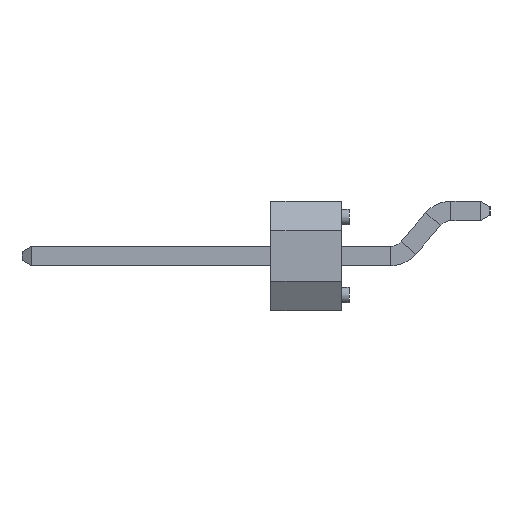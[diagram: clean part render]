
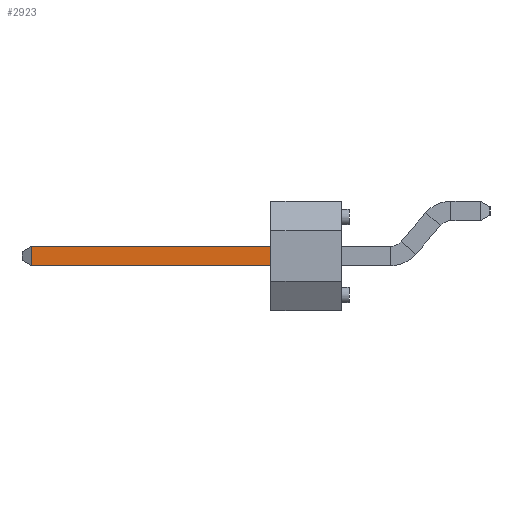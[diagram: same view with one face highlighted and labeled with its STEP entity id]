
A CAD part, left-side view. The second image highlights one B-rep face of the part: STEP entity #2923.
In plain terms, the highlighted planar face has unit normal (-1, 0, 0).
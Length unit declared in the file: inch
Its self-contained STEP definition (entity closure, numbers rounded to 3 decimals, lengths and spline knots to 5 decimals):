
#508 = VERTEX_POINT ( 'NONE', #2181 ) ;
#683 = PLANE ( 'NONE',  #14390 ) ;
#884 = CARTESIAN_POINT ( 'NONE',  ( -1.7625, 0., 0.0125 ) ) ;
#888 = CARTESIAN_POINT ( 'NONE',  ( -1.7625, 0.30611, 0.0125 ) ) ;
#1133 = VERTEX_POINT ( 'NONE', #888 ) ;
#1827 = ORIENTED_EDGE ( 'NONE', *, *, #2634, .F. ) ;
#1844 = CARTESIAN_POINT ( 'NONE',  ( -1.7625, 0.30611, -0.0125 ) ) ;
#2181 = CARTESIAN_POINT ( 'NONE',  ( -1.7625, 0.30611, -0.0125 ) ) ;
#2456 = LINE ( 'NONE', #14495, #14498 ) ;
#2634 = EDGE_CURVE ( 'NONE', #13696, #508, #11630, .T. ) ;
#2844 = ORIENTED_EDGE ( 'NONE', *, *, #9207, .T. ) ;
#2923 = ADVANCED_FACE ( 'NONE', ( #13433 ), #683, .T. ) ;
#3012 = VERTEX_POINT ( 'NONE', #884 ) ;
#3474 = EDGE_CURVE ( 'NONE', #1133, #508, #8873, .T. ) ;
#4269 = EDGE_LOOP ( 'NONE', ( #14282, #7932, #1827, #2844 ) ) ;
#4863 = CARTESIAN_POINT ( 'NONE',  ( -1.7625, -0.153, -0.0125 ) ) ;
#5660 = DIRECTION ( 'NONE',  ( 0., 0., 1. ) ) ;
#5708 = CARTESIAN_POINT ( 'NONE',  ( -1.7625, 0., -0.0125 ) ) ;
#6050 = DIRECTION ( 'NONE',  ( 0., 1., 0. ) ) ;
#6379 = DIRECTION ( 'NONE',  ( 0., 1., 0. ) ) ;
#6606 = DIRECTION ( 'NONE',  ( -1., 0., 0. ) ) ;
#7932 = ORIENTED_EDGE ( 'NONE', *, *, #3474, .T. ) ;
#8873 = LINE ( 'NONE', #1844, #12327 ) ;
#9207 = EDGE_CURVE ( 'NONE', #13696, #3012, #13829, .T. ) ;
#11630 = LINE ( 'NONE', #4863, #14711 ) ;
#12327 = VECTOR ( 'NONE', #12373, 39.37008 ) ;
#12373 = DIRECTION ( 'NONE',  ( 0., 0., -1. ) ) ;
#13099 = VECTOR ( 'NONE', #5660, 39.37008 ) ;
#13433 = FACE_OUTER_BOUND ( 'NONE', #4269, .T. ) ;
#13560 = CARTESIAN_POINT ( 'NONE',  ( -1.7625, -0.153, -0.0125 ) ) ;
#13696 = VERTEX_POINT ( 'NONE', #5708 ) ;
#13813 = CARTESIAN_POINT ( 'NONE',  ( -1.7625, 0., -0.0125 ) ) ;
#13829 = LINE ( 'NONE', #13813, #13099 ) ;
#14031 = EDGE_CURVE ( 'NONE', #3012, #1133, #2456, .T. ) ;
#14282 = ORIENTED_EDGE ( 'NONE', *, *, #14031, .T. ) ;
#14390 = AXIS2_PLACEMENT_3D ( 'NONE', #13560, #6606, #14720 ) ;
#14495 = CARTESIAN_POINT ( 'NONE',  ( -1.7625, -0.153, 0.0125 ) ) ;
#14498 = VECTOR ( 'NONE', #6379, 39.37008 ) ;
#14711 = VECTOR ( 'NONE', #6050, 39.37008 ) ;
#14720 = DIRECTION ( 'NONE',  ( 0., 0., 1. ) ) ;
